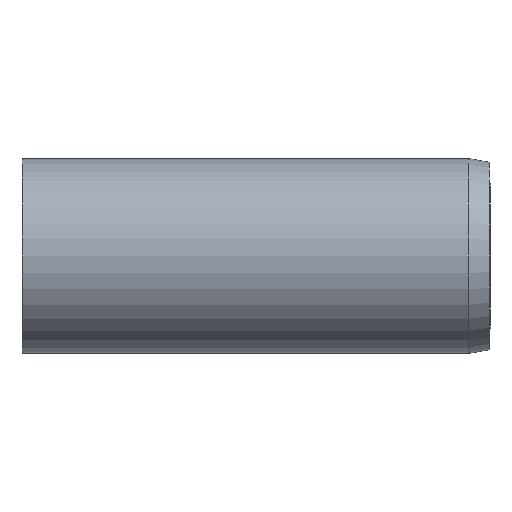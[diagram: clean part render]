
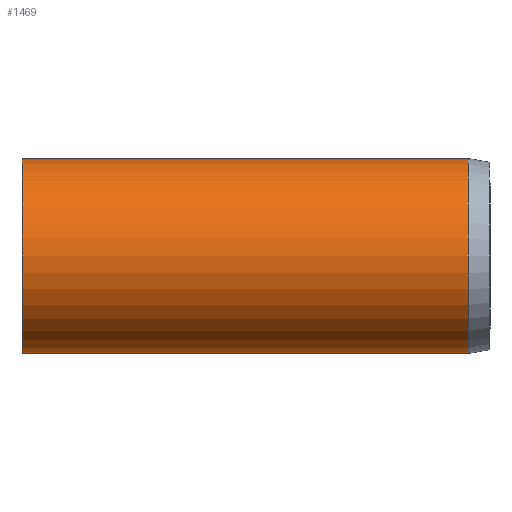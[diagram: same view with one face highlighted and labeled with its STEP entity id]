
A CAD part, left-side view. The second image highlights one B-rep face of the part: STEP entity #1469.
In plain terms, the highlighted cylindrical face has radius 2.5 mm (diameter 5 mm), a partial arc.
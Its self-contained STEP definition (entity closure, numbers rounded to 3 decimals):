
#343 = AXIS2_PLACEMENT_3D ( 'NONE', #2990, #3008, #3028 ) ;
#812 = CARTESIAN_POINT ( 'NONE',  ( 0., 0.563, -2.5 ) ) ;
#813 = CARTESIAN_POINT ( 'NONE',  ( 0., 0.563, 2.5 ) ) ;
#821 = CARTESIAN_POINT ( 'NONE',  ( 0., 11.996, 2.5 ) ) ;
#834 = CARTESIAN_POINT ( 'NONE',  ( 0., 11.996, -2.5 ) ) ;
#929 = LINE ( 'NONE', #934, #2831 ) ;
#934 = CARTESIAN_POINT ( 'NONE',  ( 0., 12.621, 2.5 ) ) ;
#936 = DIRECTION ( 'NONE',  ( 0., 1., 0. ) ) ;
#956 = EDGE_LOOP ( 'NONE', ( #1188, #1267, #1219, #1193 ) ) ;
#1021 = VERTEX_POINT ( 'NONE', #813 ) ;
#1040 = VERTEX_POINT ( 'NONE', #821 ) ;
#1043 = VERTEX_POINT ( 'NONE', #834 ) ;
#1062 = VERTEX_POINT ( 'NONE', #812 ) ;
#1188 = ORIENTED_EDGE ( 'NONE', *, *, #1301, .F. ) ;
#1193 = ORIENTED_EDGE ( 'NONE', *, *, #1323, .F. ) ;
#1219 = ORIENTED_EDGE ( 'NONE', *, *, #1299, .T. ) ;
#1267 = ORIENTED_EDGE ( 'NONE', *, *, #1314, .T. ) ;
#1299 = EDGE_CURVE ( 'NONE', #1021, #1040, #929, .T. ) ;
#1301 = EDGE_CURVE ( 'NONE', #1062, #1043, #2440, .T. ) ;
#1314 = EDGE_CURVE ( 'NONE', #1062, #1021, #2837, .T. ) ;
#1323 = EDGE_CURVE ( 'NONE', #1043, #1040, #2895, .T. ) ;
#1469 = ADVANCED_FACE ( 'NONE', ( #3001 ), #3017, .T. ) ;
#2440 = LINE ( 'NONE', #2452, #2825 ) ;
#2452 = CARTESIAN_POINT ( 'NONE',  ( 0., 12.621, -2.5 ) ) ;
#2457 = DIRECTION ( 'NONE',  ( 0., 1., 0. ) ) ;
#2463 = DIRECTION ( 'NONE',  ( 0., 1., 0. ) ) ;
#2476 = DIRECTION ( 'NONE',  ( 0., 0., 1. ) ) ;
#2485 = CARTESIAN_POINT ( 'NONE',  ( 0., 11.996, 0. ) ) ;
#2486 = DIRECTION ( 'NONE',  ( 0., 1., 0. ) ) ;
#2490 = CARTESIAN_POINT ( 'NONE',  ( 0., 0.563, 0. ) ) ;
#2497 = DIRECTION ( 'NONE',  ( 0., 0., 1. ) ) ;
#2825 = VECTOR ( 'NONE', #2457, 1000. ) ;
#2831 = VECTOR ( 'NONE', #936, 1000. ) ;
#2837 = CIRCLE ( 'NONE', #2858, 2.5 ) ;
#2858 = AXIS2_PLACEMENT_3D ( 'NONE', #2490, #2463, #2476 ) ;
#2892 = AXIS2_PLACEMENT_3D ( 'NONE', #2485, #2486, #2497 ) ;
#2895 = CIRCLE ( 'NONE', #2892, 2.5 ) ;
#2990 = CARTESIAN_POINT ( 'NONE',  ( 0., 12.621, 0. ) ) ;
#3001 = FACE_OUTER_BOUND ( 'NONE', #956, .T. ) ;
#3008 = DIRECTION ( 'NONE',  ( 0., 1., 0. ) ) ;
#3017 = CYLINDRICAL_SURFACE ( 'NONE', #343, 2.5 ) ;
#3028 = DIRECTION ( 'NONE',  ( 0., 0., 1. ) ) ;
